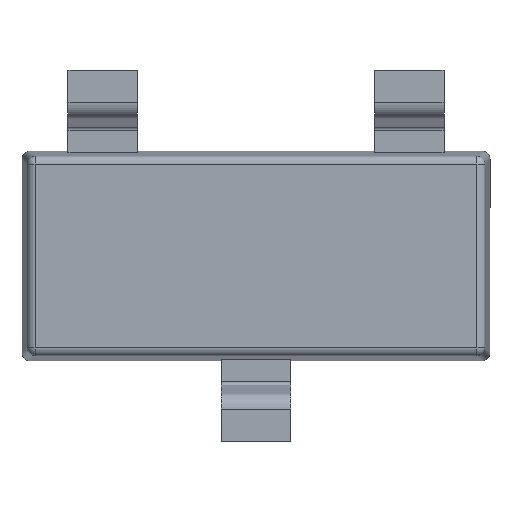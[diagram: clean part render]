
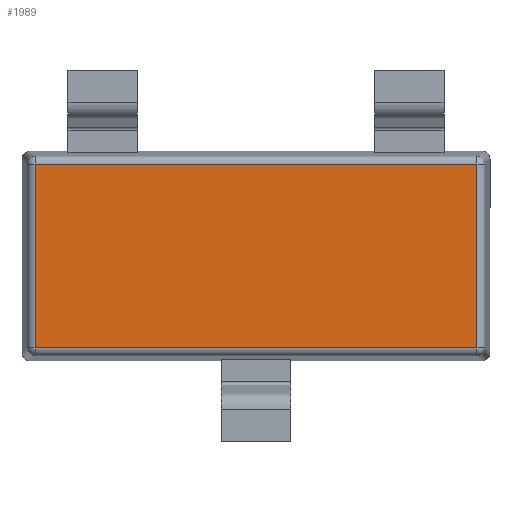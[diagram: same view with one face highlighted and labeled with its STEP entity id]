
A CAD part, front view. The second image highlights one B-rep face of the part: STEP entity #1989.
In plain terms, the highlighted planar face has unit normal (0, -1, 0).
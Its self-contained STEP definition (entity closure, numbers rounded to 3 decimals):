
#23 = VECTOR ( 'NONE', #2084, 1000. ) ;
#75 = ORIENTED_EDGE ( 'NONE', *, *, #1505, .T. ) ;
#148 = AXIS2_PLACEMENT_3D ( 'NONE', #575, #2098, #411 ) ;
#199 = EDGE_CURVE ( 'NONE', #1064, #1930, #558, .T. ) ;
#411 = DIRECTION ( 'NONE',  ( 0., 0., 1. ) ) ;
#436 = CARTESIAN_POINT ( 'NONE',  ( 1.368, -0.5, -0.568 ) ) ;
#448 = ORIENTED_EDGE ( 'NONE', *, *, #927, .T. ) ;
#537 = EDGE_LOOP ( 'NONE', ( #448, #860, #1573, #75 ) ) ;
#558 = LINE ( 'NONE', #1641, #763 ) ;
#575 = CARTESIAN_POINT ( 'NONE',  ( 0., -0.5, 0. ) ) ;
#592 = VERTEX_POINT ( 'NONE', #718 ) ;
#718 = CARTESIAN_POINT ( 'NONE',  ( 1.368, -0.5, 0.568 ) ) ;
#763 = VECTOR ( 'NONE', #2132, 1000. ) ;
#860 = ORIENTED_EDGE ( 'NONE', *, *, #1490, .T. ) ;
#927 = EDGE_CURVE ( 'NONE', #1963, #592, #1449, .T. ) ;
#988 = CARTESIAN_POINT ( 'NONE',  ( -1.415, -0.5, 0.568 ) ) ;
#1064 = VERTEX_POINT ( 'NONE', #1627 ) ;
#1087 = PLANE ( 'NONE',  #148 ) ;
#1391 = VECTOR ( 'NONE', #1649, 1000. ) ;
#1449 = LINE ( 'NONE', #2043, #23 ) ;
#1490 = EDGE_CURVE ( 'NONE', #592, #1064, #1675, .T. ) ;
#1505 = EDGE_CURVE ( 'NONE', #1930, #1963, #2032, .T. ) ;
#1536 = VECTOR ( 'NONE', #2149, 1000. ) ;
#1573 = ORIENTED_EDGE ( 'NONE', *, *, #199, .T. ) ;
#1627 = CARTESIAN_POINT ( 'NONE',  ( -1.368, -0.5, 0.568 ) ) ;
#1641 = CARTESIAN_POINT ( 'NONE',  ( -1.368, -0.5, -0.615 ) ) ;
#1649 = DIRECTION ( 'NONE',  ( -1., 0., 0. ) ) ;
#1675 = LINE ( 'NONE', #988, #1391 ) ;
#1913 = FACE_OUTER_BOUND ( 'NONE', #537, .T. ) ;
#1930 = VERTEX_POINT ( 'NONE', #2088 ) ;
#1963 = VERTEX_POINT ( 'NONE', #436 ) ;
#1981 = CARTESIAN_POINT ( 'NONE',  ( 1.415, -0.5, -0.568 ) ) ;
#1989 = ADVANCED_FACE ( 'NONE', ( #1913 ), #1087, .F. ) ;
#2032 = LINE ( 'NONE', #1981, #1536 ) ;
#2043 = CARTESIAN_POINT ( 'NONE',  ( 1.368, -0.5, 0.615 ) ) ;
#2084 = DIRECTION ( 'NONE',  ( 0., 0., 1. ) ) ;
#2088 = CARTESIAN_POINT ( 'NONE',  ( -1.368, -0.5, -0.568 ) ) ;
#2098 = DIRECTION ( 'NONE',  ( 0., 1., 0. ) ) ;
#2132 = DIRECTION ( 'NONE',  ( 0., 0., -1. ) ) ;
#2149 = DIRECTION ( 'NONE',  ( 1., 0., 0. ) ) ;
